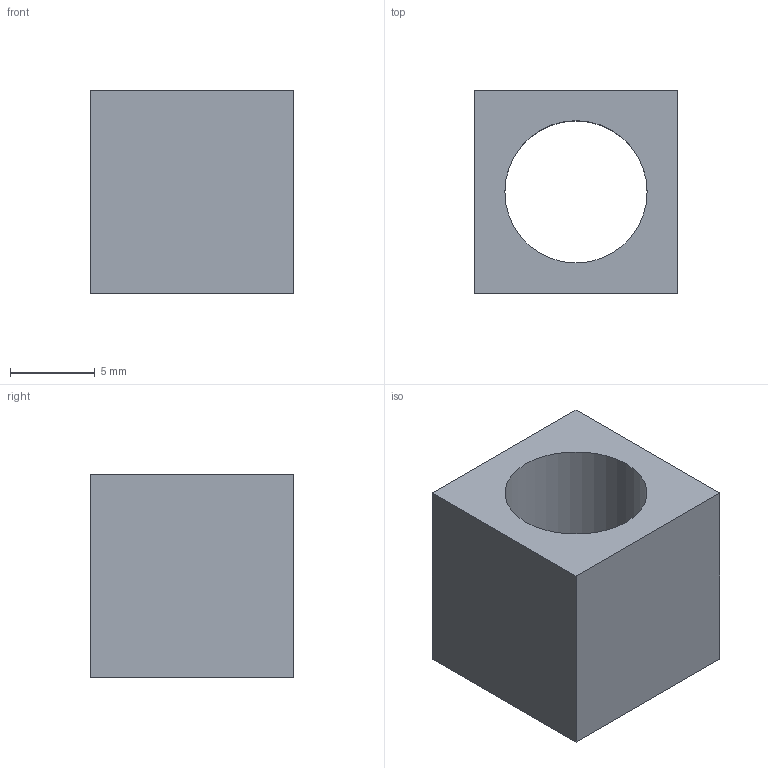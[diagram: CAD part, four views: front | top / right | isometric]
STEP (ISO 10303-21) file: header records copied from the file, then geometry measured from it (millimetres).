
FILE_DESCRIPTION(('STEP AP214'), '1');
FILE_NAME('Hole_8,4_mm', '', ('UNSPECIFIED'), ('UNSPECIFIED'), 'C3D Converter', 'C3D Toolkit', '');
FILE_SCHEMA(('AUTOMOTIVE_DESIGN { 1 0 10303 214 3 1 1}'));
Length unit declared in the file: millimetre
Bounding box: 12 x 12 x 12 mm (x, y, z)
Volume: 1063 mm3; surface area: 1069.8 mm2
Topology: 1 solids, 1 shells, 7 faces, 15 edges, 10 vertices
Faces by surface type: plane 6, cylinder 1
Full cylindrical faces by diameter (mm): 8.4 x1
Entity records: 230 total; most frequent: CARTESIAN_POINT 32, DIRECTION 32, ORIENTED_EDGE 28, EDGE_CURVE 14, LINE 12, VECTOR 12, AXIS2_PLACEMENT_3D 10, EDGE_LOOP 10
